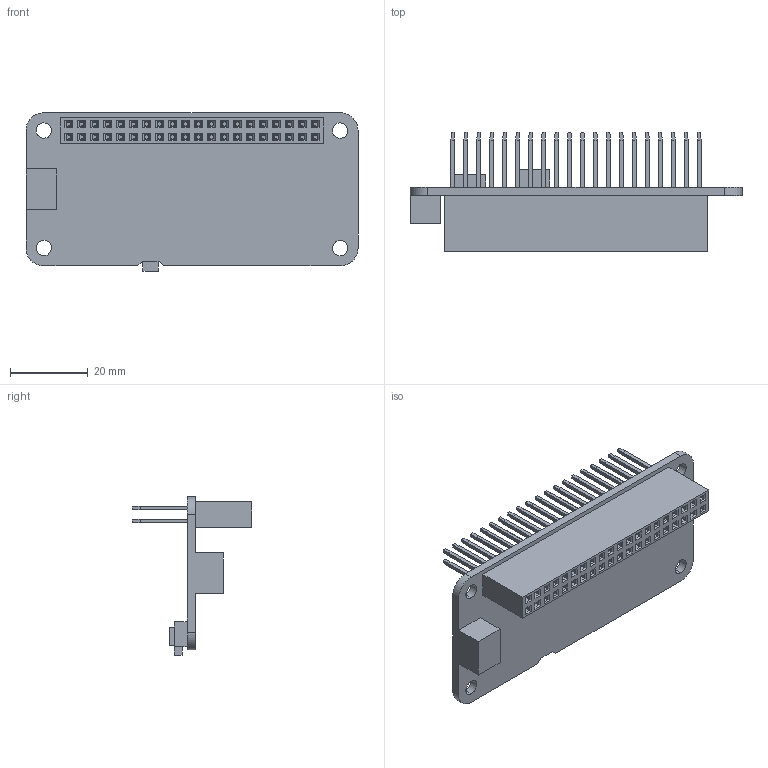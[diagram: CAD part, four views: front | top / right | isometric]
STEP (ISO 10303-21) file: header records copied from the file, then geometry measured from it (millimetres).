
FILE_DESCRIPTION(('FreeCAD Model'),'2;1');
FILE_NAME('Open CASCADE Shape Model','2025-05-28T17:09:11',('FreeCAD'),( 'FreeCAD'),'Open CASCADE STEP processor 7.6','FreeCAD','Unknown');
FILE_SCHEMA(('AUTOMOTIVE_DESIGN { 1 0 10303 214 1 1 1 1 }'));
Length unit declared in the file: millimetre
Products named in the file (1): Open CASCADE STEP translator 7.6 1
Bounding box: 85.53 x 30.66 x 40.86 mm (x, y, z)
Volume: 13810.4 mm3; surface area: 15582.5 mm2
Topology: 41 solids, 41 shells, 1012 faces, 2222 edges, 1302 vertices
Faces by surface type: bspline 1012
Entity records: 24986 total; most frequent: CARTESIAN_POINT 10823, ORIENTED_EDGE 4444, EDGE_CURVE 2222, B_SPLINE_CURVE_WITH_KNOTS 1946, VERTEX_POINT 1302, FACE_BOUND 1110, EDGE_LOOP 1110, ADVANCED_FACE 1012
